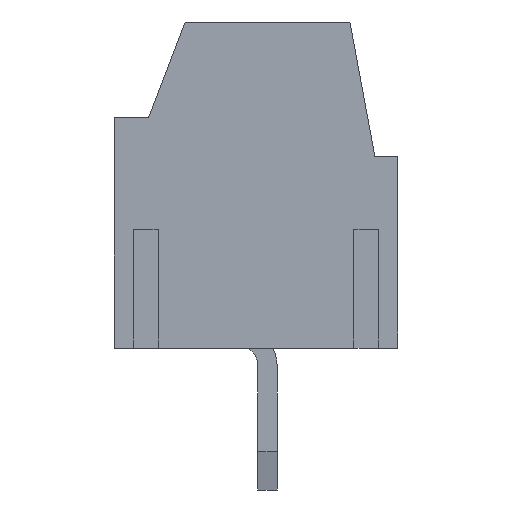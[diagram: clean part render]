
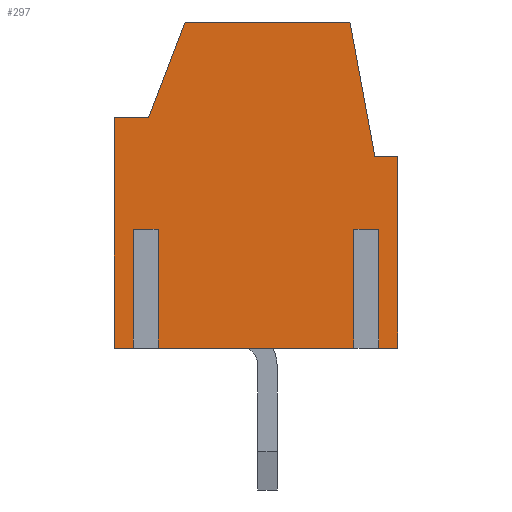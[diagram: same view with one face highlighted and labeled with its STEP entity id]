
A CAD part, left-side view. The second image highlights one B-rep face of the part: STEP entity #297.
In plain terms, the highlighted planar face has unit normal (-1, 0, 0).
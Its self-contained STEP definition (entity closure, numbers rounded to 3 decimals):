
#297 = ADVANCED_FACE( '', ( #663 ), #664, .F. );
#663 = FACE_OUTER_BOUND( '', #1157, .T. );
#664 = PLANE( '', #1158 );
#1157 = EDGE_LOOP( '', ( #1686, #1687, #1688, #1689, #1690, #1691, #1692, #1693, #1694, #1695, #1696, #1697, #1698, #1699, #1700, #1701 ) );
#1158 = AXIS2_PLACEMENT_3D( '', #1702, #1703, #1704 );
#1686 = ORIENTED_EDGE( '', *, *, #3071, .T. );
#1687 = ORIENTED_EDGE( '', *, *, #3072, .T. );
#1688 = ORIENTED_EDGE( '', *, *, #3073, .F. );
#1689 = ORIENTED_EDGE( '', *, *, #3074, .F. );
#1690 = ORIENTED_EDGE( '', *, *, #3075, .T. );
#1691 = ORIENTED_EDGE( '', *, *, #3076, .T. );
#1692 = ORIENTED_EDGE( '', *, *, #3077, .F. );
#1693 = ORIENTED_EDGE( '', *, *, #3078, .F. );
#1694 = ORIENTED_EDGE( '', *, *, #3079, .F. );
#1695 = ORIENTED_EDGE( '', *, *, #3080, .F. );
#1696 = ORIENTED_EDGE( '', *, *, #3081, .F. );
#1697 = ORIENTED_EDGE( '', *, *, #3082, .F. );
#1698 = ORIENTED_EDGE( '', *, *, #3083, .F. );
#1699 = ORIENTED_EDGE( '', *, *, #3046, .F. );
#1700 = ORIENTED_EDGE( '', *, *, #3084, .F. );
#1701 = ORIENTED_EDGE( '', *, *, #3085, .F. );
#1702 = CARTESIAN_POINT( '', ( -3.5, 0., 0. ) );
#1703 = DIRECTION( '', ( 1., 0., 0. ) );
#1704 = DIRECTION( '', ( 0., 0., -1. ) );
#3046 = EDGE_CURVE( '', #3614, #3616, #3617, .T. );
#3071 = EDGE_CURVE( '', #3660, #3661, #3662, .T. );
#3072 = EDGE_CURVE( '', #3661, #3663, #3664, .T. );
#3073 = EDGE_CURVE( '', #3665, #3663, #3666, .T. );
#3074 = EDGE_CURVE( '', #3667, #3665, #3668, .T. );
#3075 = EDGE_CURVE( '', #3667, #3669, #3670, .T. );
#3076 = EDGE_CURVE( '', #3669, #3671, #3672, .T. );
#3077 = EDGE_CURVE( '', #3673, #3671, #3674, .T. );
#3078 = EDGE_CURVE( '', #3675, #3673, #3676, .T. );
#3079 = EDGE_CURVE( '', #3677, #3675, #3678, .T. );
#3080 = EDGE_CURVE( '', #3679, #3677, #3680, .T. );
#3081 = EDGE_CURVE( '', #3681, #3679, #3682, .T. );
#3082 = EDGE_CURVE( '', #3683, #3681, #3684, .T. );
#3083 = EDGE_CURVE( '', #3616, #3683, #3685, .T. );
#3084 = EDGE_CURVE( '', #3686, #3614, #3687, .T. );
#3085 = EDGE_CURVE( '', #3660, #3686, #3688, .T. );
#3614 = VERTEX_POINT( '', #4446 );
#3616 = VERTEX_POINT( '', #4449 );
#3617 = LINE( '', #4450, #4451 );
#3660 = VERTEX_POINT( '', #4509 );
#3661 = VERTEX_POINT( '', #4510 );
#3662 = LINE( '', #4511, #4512 );
#3663 = VERTEX_POINT( '', #4513 );
#3664 = LINE( '', #4514, #4515 );
#3665 = VERTEX_POINT( '', #4516 );
#3666 = LINE( '', #4517, #4518 );
#3667 = VERTEX_POINT( '', #4519 );
#3668 = LINE( '', #4520, #4521 );
#3669 = VERTEX_POINT( '', #4522 );
#3670 = LINE( '', #4523, #4524 );
#3671 = VERTEX_POINT( '', #4525 );
#3672 = LINE( '', #4526, #4527 );
#3673 = VERTEX_POINT( '', #4528 );
#3674 = LINE( '', #4529, #4530 );
#3675 = VERTEX_POINT( '', #4531 );
#3676 = LINE( '', #4532, #4533 );
#3677 = VERTEX_POINT( '', #4534 );
#3678 = LINE( '', #4535, #4536 );
#3679 = VERTEX_POINT( '', #4537 );
#3680 = LINE( '', #4538, #4539 );
#3681 = VERTEX_POINT( '', #4540 );
#3682 = LINE( '', #4541, #4542 );
#3683 = VERTEX_POINT( '', #4543 );
#3684 = LINE( '', #4544, #4545 );
#3685 = LINE( '', #4546, #4547 );
#3686 = VERTEX_POINT( '', #4548 );
#3687 = LINE( '', #4549, #4550 );
#3688 = LINE( '', #4551, #4552 );
#4446 = CARTESIAN_POINT( '', ( -3.5, 3.7, -3. ) );
#4449 = CARTESIAN_POINT( '', ( -3.5, 3.7, 3. ) );
#4450 = CARTESIAN_POINT( '', ( -3.5, 3.7, -3. ) );
#4451 = VECTOR( '', #5588, 1000. );
#4509 = CARTESIAN_POINT( '', ( -3.5, 3.125, 0.1 ) );
#4510 = CARTESIAN_POINT( '', ( -3.5, 2.625, 0.1 ) );
#4511 = CARTESIAN_POINT( '', ( -3.5, 3.125, 0.1 ) );
#4512 = VECTOR( '', #5616, 1000. );
#4513 = CARTESIAN_POINT( '', ( -3.5, 2.625, -3. ) );
#4514 = CARTESIAN_POINT( '', ( -3.5, 2.625, 0.1 ) );
#4515 = VECTOR( '', #5617, 1000. );
#4516 = CARTESIAN_POINT( '', ( -3.5, -2.625, -3. ) );
#4517 = CARTESIAN_POINT( '', ( -3.5, -3.7, -3. ) );
#4518 = VECTOR( '', #5618, 1000. );
#4519 = CARTESIAN_POINT( '', ( -3.5, -2.625, 0.1 ) );
#4520 = CARTESIAN_POINT( '', ( -3.5, -2.625, 0.1 ) );
#4521 = VECTOR( '', #5619, 1000. );
#4522 = CARTESIAN_POINT( '', ( -3.5, -3.125, 0.1 ) );
#4523 = CARTESIAN_POINT( '', ( -3.5, -2.625, 0.1 ) );
#4524 = VECTOR( '', #5620, 1000. );
#4525 = CARTESIAN_POINT( '', ( -3.5, -3.125, -3. ) );
#4526 = CARTESIAN_POINT( '', ( -3.5, -3.125, 0.1 ) );
#4527 = VECTOR( '', #5621, 1000. );
#4528 = CARTESIAN_POINT( '', ( -3.5, -3.7, -3. ) );
#4529 = CARTESIAN_POINT( '', ( -3.5, -3.7, -3. ) );
#4530 = VECTOR( '', #5622, 1000. );
#4531 = CARTESIAN_POINT( '', ( -3.5, -3.7, 2. ) );
#4532 = CARTESIAN_POINT( '', ( -3.5, -3.7, 2. ) );
#4533 = VECTOR( '', #5623, 1000. );
#4534 = CARTESIAN_POINT( '', ( -3.5, -3.1, 2. ) );
#4535 = CARTESIAN_POINT( '', ( -3.5, -3.1, 2. ) );
#4536 = VECTOR( '', #5624, 1000. );
#4537 = CARTESIAN_POINT( '', ( -3.5, -2.45, 5.5 ) );
#4538 = CARTESIAN_POINT( '', ( -3.5, -2.45, 5.5 ) );
#4539 = VECTOR( '', #5625, 1000. );
#4540 = CARTESIAN_POINT( '', ( -3.5, 1.85, 5.5 ) );
#4541 = CARTESIAN_POINT( '', ( -3.5, 1.85, 5.5 ) );
#4542 = VECTOR( '', #5626, 1000. );
#4543 = CARTESIAN_POINT( '', ( -3.5, 2.8, 3. ) );
#4544 = CARTESIAN_POINT( '', ( -3.5, 2.8, 3. ) );
#4545 = VECTOR( '', #5627, 1000. );
#4546 = CARTESIAN_POINT( '', ( -3.5, 3.7, 3. ) );
#4547 = VECTOR( '', #5628, 1000. );
#4548 = CARTESIAN_POINT( '', ( -3.5, 3.125, -3. ) );
#4549 = CARTESIAN_POINT( '', ( -3.5, -3.7, -3. ) );
#4550 = VECTOR( '', #5629, 1000. );
#4551 = CARTESIAN_POINT( '', ( -3.5, 3.125, 0.1 ) );
#4552 = VECTOR( '', #5630, 1000. );
#5588 = DIRECTION( '', ( 0., 0., 1. ) );
#5616 = DIRECTION( '', ( 0., -1., 0. ) );
#5617 = DIRECTION( '', ( 0., 0., -1. ) );
#5618 = DIRECTION( '', ( 0., 1., 0. ) );
#5619 = DIRECTION( '', ( 0., 0., -1. ) );
#5620 = DIRECTION( '', ( 0., -1., 0. ) );
#5621 = DIRECTION( '', ( 0., 0., -1. ) );
#5622 = DIRECTION( '', ( 0., 1., 0. ) );
#5623 = DIRECTION( '', ( 0., 0., -1. ) );
#5624 = DIRECTION( '', ( 0., -1., 0. ) );
#5625 = DIRECTION( '', ( 0., -0.183, -0.983 ) );
#5626 = DIRECTION( '', ( 0., -1., 0. ) );
#5627 = DIRECTION( '', ( 0., -0.355, 0.935 ) );
#5628 = DIRECTION( '', ( 0., -1., 0. ) );
#5629 = DIRECTION( '', ( 0., 1., 0. ) );
#5630 = DIRECTION( '', ( 0., 0., -1. ) );
